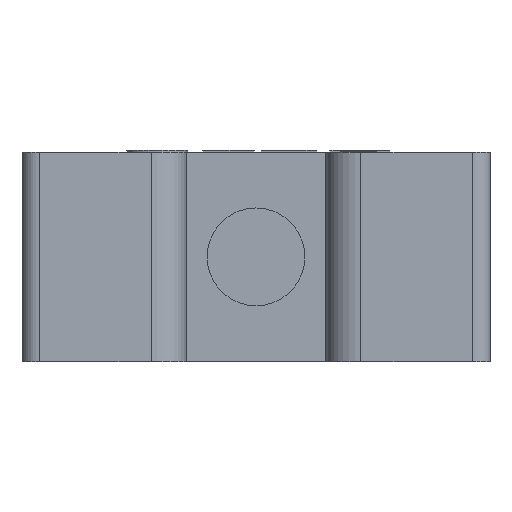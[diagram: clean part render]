
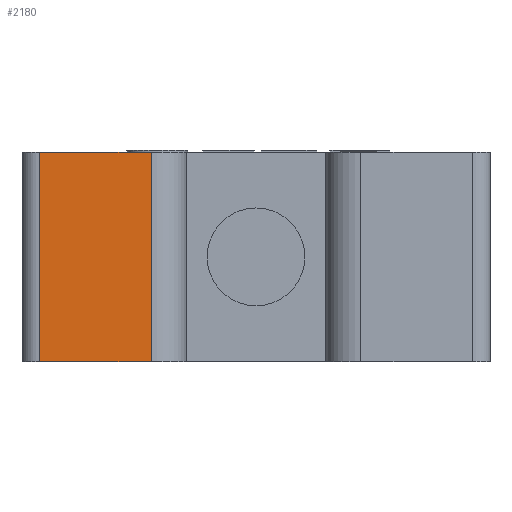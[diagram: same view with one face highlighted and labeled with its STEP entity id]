
A CAD part, front view. The second image highlights one B-rep face of the part: STEP entity #2180.
In plain terms, the highlighted planar face has unit normal (0, -1, 0).
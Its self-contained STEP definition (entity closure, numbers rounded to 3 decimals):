
#454=DIRECTION('',(0.,0.,1.));
#455=VECTOR('',#454,6.);
#456=CARTESIAN_POINT('',(-5.982,2.312,-3.));
#457=LINE('',#456,#455);
#498=DIRECTION('',(-1.,0.,0.));
#499=VECTOR('',#498,3.2);
#500=CARTESIAN_POINT('',(-2.782,2.312,3.));
#501=LINE('',#500,#499);
#502=DIRECTION('',(1.,0.,0.));
#503=VECTOR('',#502,3.2);
#504=CARTESIAN_POINT('',(-5.982,2.312,-3.));
#505=LINE('',#504,#503);
#510=DIRECTION('',(0.,0.,-1.));
#511=VECTOR('',#510,6.);
#512=CARTESIAN_POINT('',(-2.782,2.312,3.));
#513=LINE('',#512,#511);
#1498=CARTESIAN_POINT('',(-5.982,2.312,-3.));
#1500=VERTEX_POINT('',#1498);
#1502=CARTESIAN_POINT('',(-5.982,2.312,3.));
#1503=VERTEX_POINT('',#1502);
#1506=CARTESIAN_POINT('',(-2.782,2.312,-3.));
#1507=VERTEX_POINT('',#1506);
#1508=CARTESIAN_POINT('',(-2.782,2.312,3.));
#1509=VERTEX_POINT('',#1508);
#2168=CARTESIAN_POINT('',(-6.482,2.312,0.));
#2169=DIRECTION('',(0.,-1.,0.));
#2170=DIRECTION('',(1.,0.,0.));
#2171=AXIS2_PLACEMENT_3D('',#2168,#2169,#2170);
#2172=PLANE('',#2171);
#2173=ORIENTED_EDGE('',*,*,#2118,.T.);
#2174=ORIENTED_EDGE('',*,*,#1949,.F.);
#2176=ORIENTED_EDGE('',*,*,#2175,.T.);
#2177=ORIENTED_EDGE('',*,*,#2129,.F.);
#2178=EDGE_LOOP('',(#2173,#2174,#2176,#2177));
#2179=FACE_OUTER_BOUND('',#2178,.F.);
#2180=ADVANCED_FACE('',(#2179),#2172,.T.);
#1949=EDGE_CURVE('',#1509,#1503,#501,.T.);
#2118=EDGE_CURVE('',#1500,#1503,#457,.T.);
#2129=EDGE_CURVE('',#1500,#1507,#505,.T.);
#2175=EDGE_CURVE('',#1509,#1507,#513,.T.);
